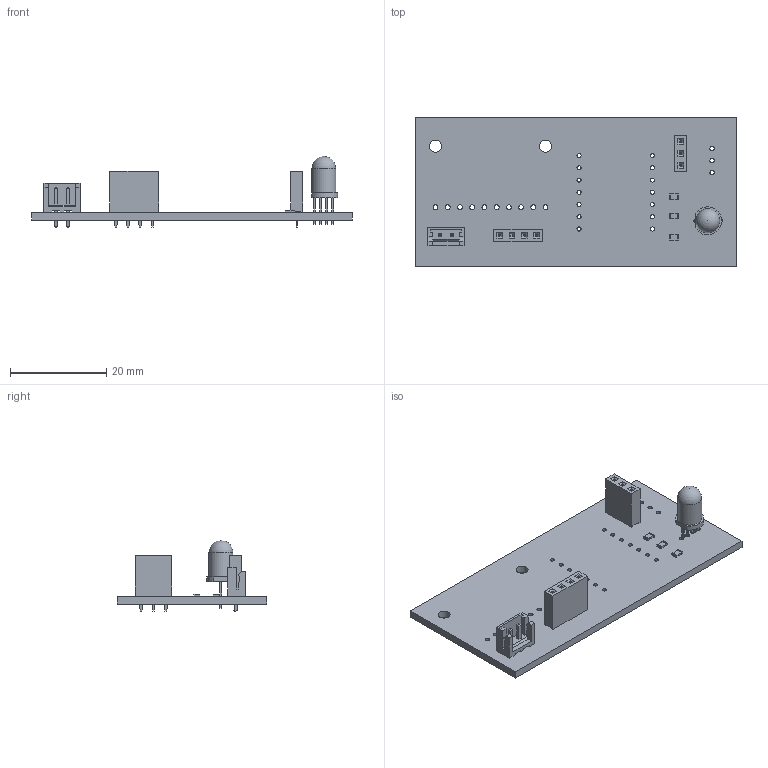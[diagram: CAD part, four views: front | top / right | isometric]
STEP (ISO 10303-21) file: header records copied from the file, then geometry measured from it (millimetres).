
FILE_DESCRIPTION(('KiCad electronic assembly'),'2;1');
FILE_NAME('ACL_Angle_Sensor.step','2025-05-05T18:51:55',('Pcbnew'),( 'Kicad'),'Open CASCADE STEP processor 7.8','KiCad to STEP converter' ,'Unknown');
FILE_SCHEMA(('AUTOMOTIVE_DESIGN { 1 0 10303 214 1 1 1 1 }'));
Length unit declared in the file: millimetre
Products named in the file (12): ACL_Angle_Sensor 1; JST_EH_B2B-EH-A_1x02_P2.50mm_Vertical; JST_B2B_EH_A; R_0805_2012Metric; LED_D5.0mm-4_RGB; LED_D5.0mm-4; PinSocket_1x04_P2.54mm_Vertical; PinSocket_1x03_P2.54mm_Vertical; ACL_Angle_Sensor_PCB
Assembly tree (13 placements, depth 3):
  ACL_Angle_Sensor 1
    JST_EH_B2B-EH-A_1x02_P2.50mm_Vertical
      JST_B2B_EH_A
    R_0805_2012Metric  x3
      R_0805_2012Metric
    LED_D5.0mm-4_RGB
      LED_D5.0mm-4
    PinSocket_1x04_P2.54mm_Vertical
      PinSocket_1x04_P2.54mm_Vertical
    PinSocket_1x03_P2.54mm_Vertical
      PinSocket_1x03_P2.54mm_Vertical
    ACL_Angle_Sensor_PCB
Bounding box: 66.5 x 31 x 14.8 mm (x, y, z)
Volume: 3843.3 mm3; surface area: 5726.2 mm2
Topology: 8 solids, 8 shells, 436 faces, 1147 edges, 748 vertices
Faces by surface type: plane 367, cylinder 68, sphere 1
Full cylindrical faces by diameter (mm): 0.85 x14, 0.9 x7, 1 x19, 2.5 x2, 5 x1
Entity records: 14397 total; most frequent: CARTESIAN_POINT 2068, ORIENTED_EDGE 2020, DIRECTION 1912, EDGE_CURVE 1010, LINE 904, VECTOR 904, VERTEX_POINT 660, AXIS2_PLACEMENT_3D 504
